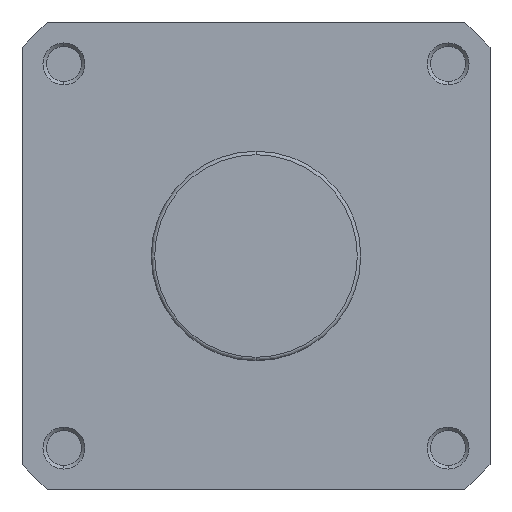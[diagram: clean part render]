
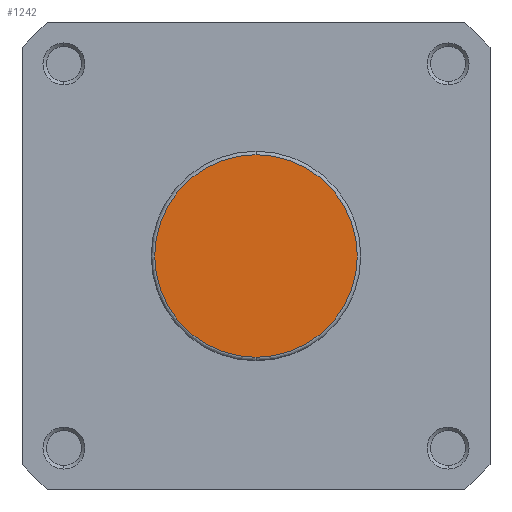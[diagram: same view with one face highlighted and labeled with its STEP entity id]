
A CAD part, left-side view. The second image highlights one B-rep face of the part: STEP entity #1242.
In plain terms, the highlighted planar face has unit normal (-1, 0, 0).
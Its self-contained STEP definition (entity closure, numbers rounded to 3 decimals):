
#335 = VERTEX_POINT ( 'NONE', #1511 ) ;
#478 = VERTEX_POINT ( 'NONE', #1563 ) ;
#981 = ORIENTED_EDGE ( 'NONE', *, *, #3847, .T. ) ;
#1027 = ORIENTED_EDGE ( 'NONE', *, *, #3838, .T. ) ;
#1242 = ADVANCED_FACE ( 'NONE', ( #4201 ), #1839, .F. ) ;
#1511 = CARTESIAN_POINT ( 'NONE',  ( 0., 0., 29. ) ) ;
#1563 = CARTESIAN_POINT ( 'NONE',  ( 0., 0., -29. ) ) ;
#1838 = CARTESIAN_POINT ( 'NONE',  ( 0., 30., 0. ) ) ;
#1839 = PLANE ( 'NONE',  #3522 ) ;
#1841 = DIRECTION ( 'NONE',  ( 1., 0., 0. ) ) ;
#1842 = DIRECTION ( 'NONE',  ( 0., 0., -1. ) ) ;
#2711 = CARTESIAN_POINT ( 'NONE',  ( 0., 0., 0. ) ) ;
#2722 = DIRECTION ( 'NONE',  ( -1., 0., 0. ) ) ;
#2723 = DIRECTION ( 'NONE',  ( 0., 0., -1. ) ) ;
#2743 = CARTESIAN_POINT ( 'NONE',  ( 0., 0., 0. ) ) ;
#2745 = DIRECTION ( 'NONE',  ( -1., 0., 0. ) ) ;
#2746 = DIRECTION ( 'NONE',  ( 0., 0., -1. ) ) ;
#3522 = AXIS2_PLACEMENT_3D ( 'NONE', #1838, #1841, #1842 ) ;
#3747 = AXIS2_PLACEMENT_3D ( 'NONE', #2711, #2722, #2723 ) ;
#3750 = AXIS2_PLACEMENT_3D ( 'NONE', #2743, #2745, #2746 ) ;
#3838 = EDGE_CURVE ( 'NONE', #335, #478, #4742, .T. ) ;
#3847 = EDGE_CURVE ( 'NONE', #478, #335, #4754, .T. ) ;
#4201 = FACE_OUTER_BOUND ( 'NONE', #4881, .T. ) ;
#4742 = CIRCLE ( 'NONE', #3747, 29. ) ;
#4754 = CIRCLE ( 'NONE', #3750, 29. ) ;
#4881 = EDGE_LOOP ( 'NONE', ( #981, #1027 ) ) ;
